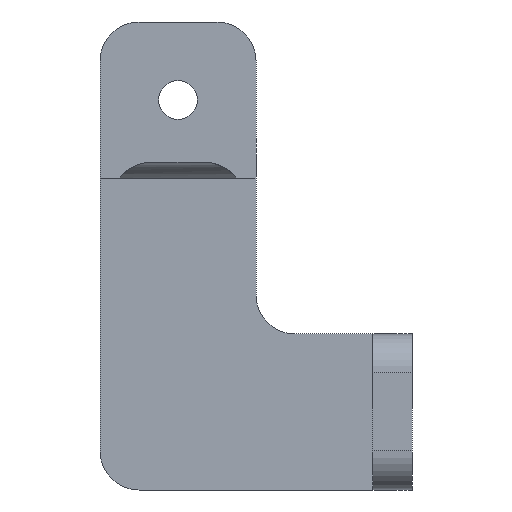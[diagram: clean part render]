
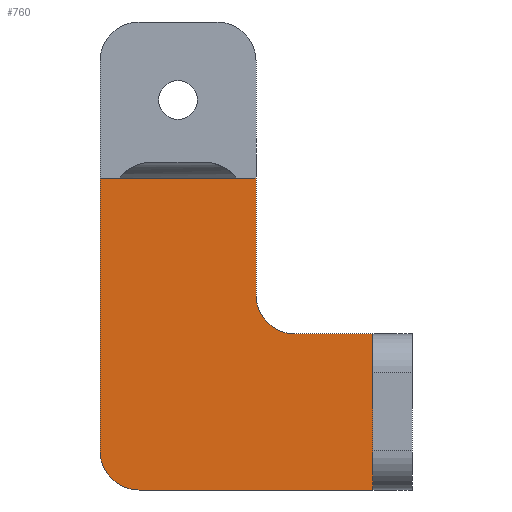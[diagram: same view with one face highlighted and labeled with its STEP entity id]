
A CAD part, front view. The second image highlights one B-rep face of the part: STEP entity #760.
In plain terms, the highlighted planar face has unit normal (0, -1, 0).
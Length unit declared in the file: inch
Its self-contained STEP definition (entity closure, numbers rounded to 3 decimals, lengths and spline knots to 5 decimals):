
#114=DIRECTION('',(0.,0.,1.));
#115=VECTOR('',#114,1.);
#116=CARTESIAN_POINT('',(1.25,4.875,-2.5));
#117=LINE('',#116,#115);
#118=DIRECTION('',(1.,0.,0.));
#119=VECTOR('',#118,1.5);
#120=CARTESIAN_POINT('',(-0.25,4.875,-2.5));
#121=LINE('',#120,#119);
#122=CARTESIAN_POINT('',(-0.25,4.875,-2.25));
#123=DIRECTION('',(0.,1.,0.));
#124=DIRECTION('',(0.,0.,-1.));
#125=AXIS2_PLACEMENT_3D('',#122,#123,#124);
#127=DIRECTION('',(0.,0.,-1.));
#128=VECTOR('',#127,1.75);
#129=CARTESIAN_POINT('',(-0.5,4.875,-0.5));
#130=LINE('',#129,#128);
#131=DIRECTION('',(0.,0.,1.));
#132=VECTOR('',#131,0.75);
#133=CARTESIAN_POINT('',(0.5,4.875,-1.25));
#134=LINE('',#133,#132);
#143=DIRECTION('',(1.,0.,0.));
#144=VECTOR('',#143,0.5);
#145=CARTESIAN_POINT('',(0.75,4.875,-1.5));
#146=LINE('',#145,#144);
#225=CARTESIAN_POINT('',(0.75,4.875,-1.25));
#226=DIRECTION('',(0.,-1.,0.));
#227=DIRECTION('',(-1.,0.,0.));
#228=AXIS2_PLACEMENT_3D('',#225,#226,#227);
#251=DIRECTION('',(1.,0.,0.));
#252=VECTOR('',#251,1.);
#253=CARTESIAN_POINT('',(-0.5,4.875,-0.5));
#254=LINE('',#253,#252);
#483=CARTESIAN_POINT('',(-0.5,4.875,-0.5));
#484=CARTESIAN_POINT('',(0.5,4.875,-0.5));
#485=VERTEX_POINT('',#483);
#486=VERTEX_POINT('',#484);
#491=CARTESIAN_POINT('',(-0.25,4.875,-2.5));
#492=CARTESIAN_POINT('',(-0.5,4.875,-2.25));
#493=VERTEX_POINT('',#491);
#494=VERTEX_POINT('',#492);
#539=CARTESIAN_POINT('',(1.25,4.875,-2.5));
#540=CARTESIAN_POINT('',(1.25,4.875,-1.5));
#541=VERTEX_POINT('',#539);
#542=VERTEX_POINT('',#540);
#543=CARTESIAN_POINT('',(0.5,4.875,-1.25));
#545=VERTEX_POINT('',#543);
#547=CARTESIAN_POINT('',(0.75,4.875,-1.5));
#549=VERTEX_POINT('',#547);
#739=CARTESIAN_POINT('',(0.,4.875,0.));
#740=DIRECTION('',(0.,-1.,0.));
#741=DIRECTION('',(0.,0.,1.));
#742=AXIS2_PLACEMENT_3D('',#739,#740,#741);
#743=PLANE('',#742);
#745=ORIENTED_EDGE('',*,*,#744,.T.);
#747=ORIENTED_EDGE('',*,*,#746,.F.);
#749=ORIENTED_EDGE('',*,*,#748,.F.);
#750=ORIENTED_EDGE('',*,*,#729,.T.);
#751=ORIENTED_EDGE('',*,*,#719,.F.);
#753=ORIENTED_EDGE('',*,*,#752,.T.);
#755=ORIENTED_EDGE('',*,*,#754,.F.);
#757=ORIENTED_EDGE('',*,*,#756,.T.);
#758=EDGE_LOOP('',(#745,#747,#749,#750,#751,#753,#755,#757));
#759=FACE_OUTER_BOUND('',#758,.F.);
#760=ADVANCED_FACE('',(#759),#743,.T.);
#126=CIRCLE('',#125,0.25);
#229=CIRCLE('',#228,0.25);
#719=EDGE_CURVE('',#485,#494,#130,.T.);
#729=EDGE_CURVE('',#493,#494,#126,.T.);
#744=EDGE_CURVE('',#549,#542,#146,.T.);
#746=EDGE_CURVE('',#541,#542,#117,.T.);
#748=EDGE_CURVE('',#493,#541,#121,.T.);
#752=EDGE_CURVE('',#485,#486,#254,.T.);
#754=EDGE_CURVE('',#545,#486,#134,.T.);
#756=EDGE_CURVE('',#545,#549,#229,.T.);
